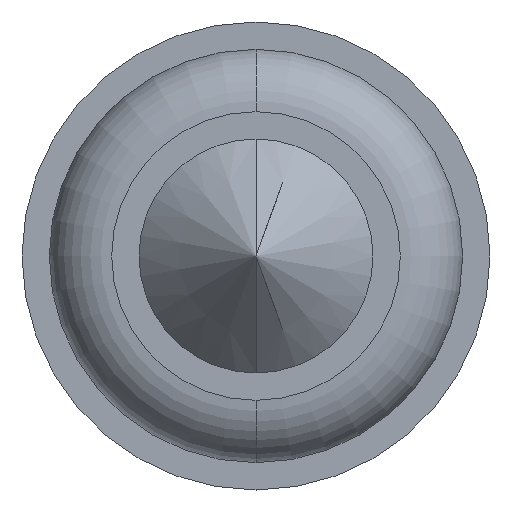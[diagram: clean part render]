
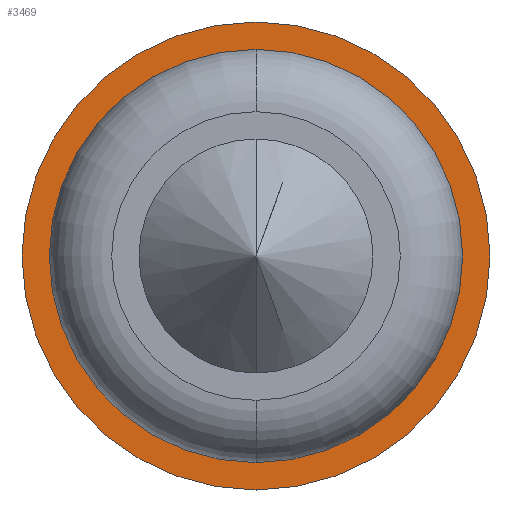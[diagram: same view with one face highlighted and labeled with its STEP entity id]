
A CAD part, front view. The second image highlights one B-rep face of the part: STEP entity #3469.
In plain terms, the highlighted planar face has unit normal (0, -1, 0).
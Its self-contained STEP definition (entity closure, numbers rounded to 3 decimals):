
#51 = EDGE_LOOP ( 'NONE', ( #631, #1530 ) ) ;
#115 = DIRECTION ( 'NONE',  ( 0., 0., 1. ) ) ;
#140 = CARTESIAN_POINT ( 'NONE',  ( 0., -2., 0. ) ) ;
#148 = CARTESIAN_POINT ( 'NONE',  ( 0., -2., 0. ) ) ;
#250 = FACE_BOUND ( 'NONE', #51, .T. ) ;
#256 = AXIS2_PLACEMENT_3D ( 'NONE', #3302, #1645, #598 ) ;
#395 = CIRCLE ( 'NONE', #1036, 1.5 ) ;
#477 = VERTEX_POINT ( 'NONE', #1937 ) ;
#569 = CARTESIAN_POINT ( 'NONE',  ( 0., -2., -1.5 ) ) ;
#598 = DIRECTION ( 'NONE',  ( 0., 0., 1. ) ) ;
#617 = PLANE ( 'NONE',  #2817 ) ;
#631 = ORIENTED_EDGE ( 'NONE', *, *, #4283, .T. ) ;
#1029 = DIRECTION ( 'NONE',  ( 0., 0., -1. ) ) ;
#1036 = AXIS2_PLACEMENT_3D ( 'NONE', #3058, #1402, #1077 ) ;
#1077 = DIRECTION ( 'NONE',  ( 0., 0., 1. ) ) ;
#1139 = EDGE_CURVE ( 'Defeature ausgef�hrt1_3+Defeature ausgef�hrt1_2+Defeature ausgef�hrt1_2+Defeature ausgef�hrt1_2', #477, #3259, #3266, .T. ) ;
#1366 = FACE_OUTER_BOUND ( 'NONE', #2478, .T. ) ;
#1402 = DIRECTION ( 'NONE',  ( 0., 1., 0. ) ) ;
#1406 = AXIS2_PLACEMENT_3D ( 'NONE', #148, #2239, #3535 ) ;
#1445 = CARTESIAN_POINT ( 'NONE',  ( 0., -2., 1.5 ) ) ;
#1530 = ORIENTED_EDGE ( 'NONE', *, *, #1139, .T. ) ;
#1645 = DIRECTION ( 'NONE',  ( 0., 1., 0. ) ) ;
#1937 = CARTESIAN_POINT ( 'NONE',  ( 0., -2., -1.325 ) ) ;
#2177 = DIRECTION ( 'NONE',  ( 0., 1., 0. ) ) ;
#2239 = DIRECTION ( 'NONE',  ( 0., 1., 0. ) ) ;
#2374 = ORIENTED_EDGE ( 'NONE', *, *, #2881, .F. ) ;
#2478 = EDGE_LOOP ( 'NONE', ( #3214, #2374 ) ) ;
#2690 = CIRCLE ( 'NONE', #1406, 1.5 ) ;
#2693 = CARTESIAN_POINT ( 'NONE',  ( 0., -2., 1.325 ) ) ;
#2817 = AXIS2_PLACEMENT_3D ( 'NONE', #3702, #4039, #1029 ) ;
#2881 = EDGE_CURVE ( 'Defeature ausgef�hrt1_4+Defeature ausgef�hrt1_3+Defeature ausgef�hrt1_3+Defeature ausgef�hrt1_3', #3408, #4242, #395, .T. ) ;
#3058 = CARTESIAN_POINT ( 'NONE',  ( 0., -2., 0. ) ) ;
#3214 = ORIENTED_EDGE ( 'NONE', *, *, #3776, .F. ) ;
#3259 = VERTEX_POINT ( 'NONE', #2693 ) ;
#3266 = CIRCLE ( 'NONE', #256, 1.325 ) ;
#3302 = CARTESIAN_POINT ( 'NONE',  ( 0., -2., 0. ) ) ;
#3408 = VERTEX_POINT ( 'NONE', #569 ) ;
#3469 = ADVANCED_FACE ( 'Defeature ausgef�hrt1_3', ( #250, #1366 ), #617, .T. ) ;
#3535 = DIRECTION ( 'NONE',  ( 0., 0., 1. ) ) ;
#3702 = CARTESIAN_POINT ( 'NONE',  ( -1.5, -2., 0. ) ) ;
#3776 = EDGE_CURVE ( 'Defeature ausgef�hrt1_4+Defeature ausgef�hrt1_3+Defeature ausgef�hrt1_3+Defeature ausgef�hrt1_3', #4242, #3408, #2690, .T. ) ;
#3955 = AXIS2_PLACEMENT_3D ( 'NONE', #140, #2177, #115 ) ;
#4039 = DIRECTION ( 'NONE',  ( 0., -1., 0. ) ) ;
#4187 = CIRCLE ( 'NONE', #3955, 1.325 ) ;
#4242 = VERTEX_POINT ( 'NONE', #1445 ) ;
#4283 = EDGE_CURVE ( 'Defeature ausgef�hrt1_3+Defeature ausgef�hrt1_2+Defeature ausgef�hrt1_2+Defeature ausgef�hrt1_2', #3259, #477, #4187, .T. ) ;
